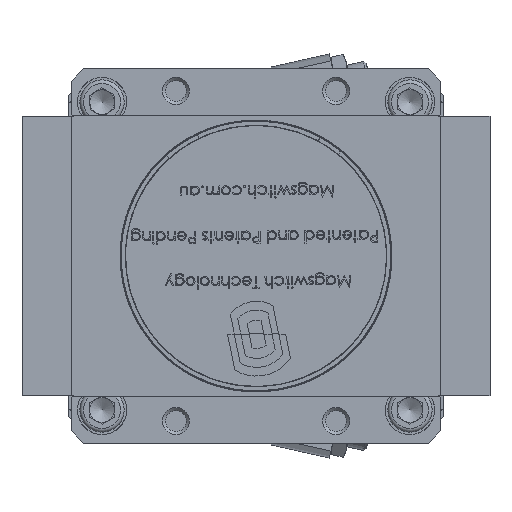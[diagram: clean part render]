
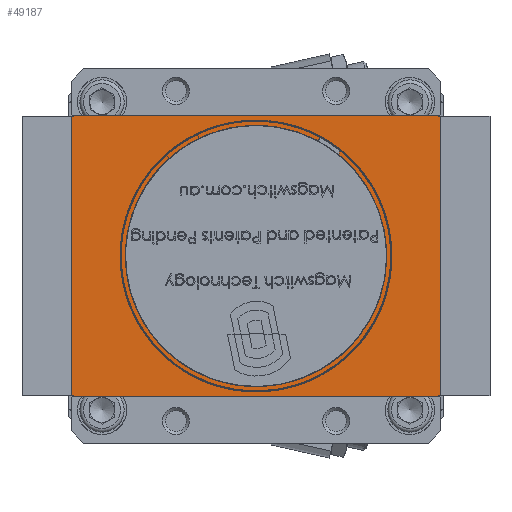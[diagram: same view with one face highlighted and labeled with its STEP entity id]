
A CAD part, front view. The second image highlights one B-rep face of the part: STEP entity #49187.
In plain terms, the highlighted planar face has unit normal (0, -1, 0).
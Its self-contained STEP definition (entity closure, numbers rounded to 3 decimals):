
#879=FACE_BOUND('',#16423,.T.);
#3694=PLANE('',#52410);
#5417=LINE('',#113905,#9390);
#5546=LINE('',#117701,#9519);
#5547=LINE('',#117705,#9520);
#5548=LINE('',#117709,#9521);
#5549=LINE('',#117712,#9522);
#5550=LINE('',#117713,#9523);
#9390=VECTOR('',#56530,10.);
#9519=VECTOR('',#56667,1000.);
#9520=VECTOR('',#56670,1000.);
#9521=VECTOR('',#56673,1000.);
#9522=VECTOR('',#56676,1000.);
#9523=VECTOR('',#56677,1000.);
#13686=FACE_OUTER_BOUND('',#16422,.T.);
#16422=EDGE_LOOP('',(#36400,#36401,#36402,#36403,#36404,#36405,#36406,#36407));
#16423=EDGE_LOOP('',(#36408,#36409,#36410,#36411));
#19399=CIRCLE('',#52349,53.1);
#19423=CIRCLE('',#52411,0.9);
#19424=CIRCLE('',#52412,0.9);
#19425=CIRCLE('',#52413,0.9);
#19426=CIRCLE('',#52414,0.9);
#20312=B_SPLINE_CURVE_WITH_KNOTS('',3,(#107447,#107448,#107449,#107450,
#107451,#107452),.UNSPECIFIED.,.F.,.F.,(4,2,4),(-1.009,-0.504,
0.),.UNSPECIFIED.);
#22834=VERTEX_POINT('',#94101);
#22835=VERTEX_POINT('',#94103);
#22890=VERTEX_POINT('',#107390);
#22891=VERTEX_POINT('',#107446);
#23069=VERTEX_POINT('',#117697);
#23070=VERTEX_POINT('',#117698);
#23071=VERTEX_POINT('',#117700);
#23072=VERTEX_POINT('',#117702);
#23073=VERTEX_POINT('',#117704);
#23074=VERTEX_POINT('',#117706);
#23075=VERTEX_POINT('',#117708);
#23076=VERTEX_POINT('',#117710);
#27970=EDGE_CURVE('',#22835,#22834,#19399,.T.);
#28067=EDGE_CURVE('',#22890,#22891,#20312,.T.);
#28107=EDGE_CURVE('',#22835,#22890,#5417,.T.);
#28269=EDGE_CURVE('',#23069,#23070,#19423,.T.);
#28270=EDGE_CURVE('',#23070,#23071,#5546,.T.);
#28271=EDGE_CURVE('',#23071,#23072,#19424,.T.);
#28272=EDGE_CURVE('',#23072,#23073,#5547,.T.);
#28273=EDGE_CURVE('',#23073,#23074,#19425,.T.);
#28274=EDGE_CURVE('',#23074,#23075,#5548,.T.);
#28275=EDGE_CURVE('',#23075,#23076,#19426,.T.);
#28276=EDGE_CURVE('',#23076,#23069,#5549,.T.);
#28277=EDGE_CURVE('',#22834,#22891,#5550,.T.);
#36400=ORIENTED_EDGE('',*,*,#28269,.T.);
#36401=ORIENTED_EDGE('',*,*,#28270,.T.);
#36402=ORIENTED_EDGE('',*,*,#28271,.T.);
#36403=ORIENTED_EDGE('',*,*,#28272,.T.);
#36404=ORIENTED_EDGE('',*,*,#28273,.T.);
#36405=ORIENTED_EDGE('',*,*,#28274,.T.);
#36406=ORIENTED_EDGE('',*,*,#28275,.T.);
#36407=ORIENTED_EDGE('',*,*,#28276,.T.);
#36408=ORIENTED_EDGE('',*,*,#28107,.F.);
#36409=ORIENTED_EDGE('',*,*,#27970,.T.);
#36410=ORIENTED_EDGE('',*,*,#28277,.T.);
#36411=ORIENTED_EDGE('',*,*,#28067,.F.);
#49187=ADVANCED_FACE('',(#13686,#879),#3694,.F.);
#52349=AXIS2_PLACEMENT_3D('',#94104,#56360,#56361);
#52410=AXIS2_PLACEMENT_3D('',#117696,#56663,#56664);
#52411=AXIS2_PLACEMENT_3D('',#117699,#56665,#56666);
#52412=AXIS2_PLACEMENT_3D('',#117703,#56668,#56669);
#52413=AXIS2_PLACEMENT_3D('',#117707,#56671,#56672);
#52414=AXIS2_PLACEMENT_3D('',#117711,#56674,#56675);
#56360=DIRECTION('center_axis',(0.,1.,0.));
#56361=DIRECTION('ref_axis',(0.,0.,1.));
#56530=DIRECTION('',(0.628,0.,0.779));
#56663=DIRECTION('center_axis',(0.,1.,0.));
#56664=DIRECTION('ref_axis',(0.,0.,1.));
#56665=DIRECTION('center_axis',(0.,-1.,0.));
#56666=DIRECTION('ref_axis',(0.,0.,1.));
#56667=DIRECTION('',(1.,0.,0.));
#56668=DIRECTION('center_axis',(0.,-1.,0.));
#56669=DIRECTION('ref_axis',(0.,0.,1.));
#56670=DIRECTION('',(0.,0.,1.));
#56671=DIRECTION('center_axis',(0.,-1.,0.));
#56672=DIRECTION('ref_axis',(0.,0.,1.));
#56673=DIRECTION('',(-1.,0.,0.));
#56674=DIRECTION('center_axis',(0.,-1.,0.));
#56675=DIRECTION('ref_axis',(0.,0.,1.));
#56676=DIRECTION('',(0.,0.,-1.));
#56677=DIRECTION('',(0.475,0.,0.88));
#94101=CARTESIAN_POINT('',(25.215,0.,46.731));
#94103=CARTESIAN_POINT('',(33.327,0.,41.339));
#94104=CARTESIAN_POINT('Origin',(0.,0.,0.));
#107390=CARTESIAN_POINT('',(34.469,0.,42.757));
#107446=CARTESIAN_POINT('',(26.089,0.,48.35));
#107447=CARTESIAN_POINT('Ctrl Pts',(34.469,0.,
42.757));
#107448=CARTESIAN_POINT('Ctrl Pts',(33.161,0.,
43.816));
#107449=CARTESIAN_POINT('Ctrl Pts',(31.805,0.,
44.814));
#107450=CARTESIAN_POINT('Ctrl Pts',(29.007,0.,
46.681));
#107451=CARTESIAN_POINT('Ctrl Pts',(27.566,0.,
47.549));
#107452=CARTESIAN_POINT('Ctrl Pts',(26.089,0.,
48.35));
#113905=CARTESIAN_POINT('',(33.327,0.,41.339));
#117696=CARTESIAN_POINT('Origin',(-75.,0.,56.95));
#117697=CARTESIAN_POINT('',(-74.9,0.,-55.95));
#117698=CARTESIAN_POINT('',(-74.,0.,-56.85));
#117699=CARTESIAN_POINT('Origin',(-74.,0.,-55.95));
#117700=CARTESIAN_POINT('',(74.,0.,-56.85));
#117701=CARTESIAN_POINT('',(-75.,0.,-56.85));
#117702=CARTESIAN_POINT('',(74.9,0.,-55.95));
#117703=CARTESIAN_POINT('Origin',(74.,0.,-55.95));
#117704=CARTESIAN_POINT('',(74.9,0.,55.95));
#117705=CARTESIAN_POINT('',(74.9,0.,56.95));
#117706=CARTESIAN_POINT('',(74.,0.,56.85));
#117707=CARTESIAN_POINT('Origin',(74.,0.,55.95));
#117708=CARTESIAN_POINT('',(-74.,0.,56.85));
#117709=CARTESIAN_POINT('',(-75.,0.,56.85));
#117710=CARTESIAN_POINT('',(-74.9,0.,55.95));
#117711=CARTESIAN_POINT('Origin',(-74.,0.,55.95));
#117712=CARTESIAN_POINT('',(-74.9,0.,56.95));
#117713=CARTESIAN_POINT('',(6.888,0.,12.766));
